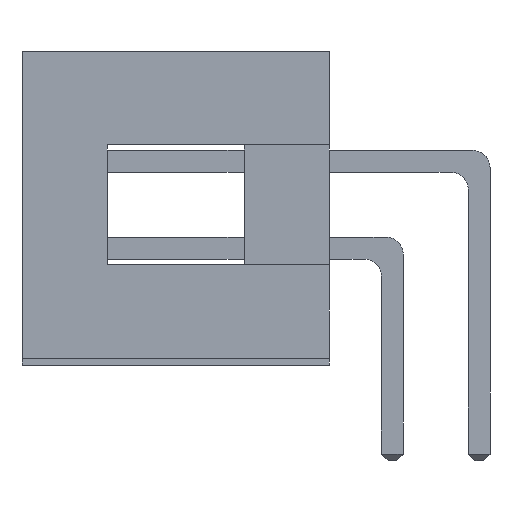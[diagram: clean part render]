
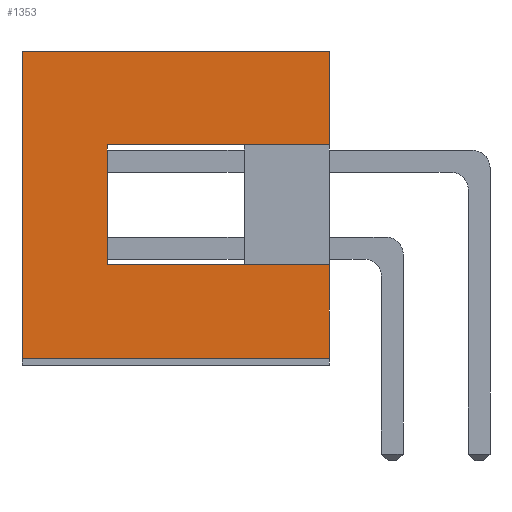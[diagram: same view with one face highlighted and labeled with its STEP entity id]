
A CAD part, front view. The second image highlights one B-rep face of the part: STEP entity #1353.
In plain terms, the highlighted planar face has unit normal (0, -1, 0).
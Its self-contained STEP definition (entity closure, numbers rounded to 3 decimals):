
#120 = VERTEX_POINT('',#121);
#121 = CARTESIAN_POINT('',(-12.225,-27.94,0.05));
#127 = EDGE_CURVE('',#120,#128,#130,.T.);
#128 = VERTEX_POINT('',#129);
#129 = CARTESIAN_POINT('',(-12.225,-27.94,9.05));
#130 = LINE('',#131,#132);
#131 = CARTESIAN_POINT('',(-12.225,-27.94,0.05));
#132 = VECTOR('',#133,1.);
#133 = DIRECTION('',(0.,0.,1.));
#284 = EDGE_CURVE('',#285,#128,#287,.T.);
#285 = VERTEX_POINT('',#286);
#286 = CARTESIAN_POINT('',(-3.225,-27.94,9.05));
#287 = LINE('',#288,#289);
#288 = CARTESIAN_POINT('',(-3.225,-27.94,9.05));
#289 = VECTOR('',#290,1.);
#290 = DIRECTION('',(-1.,0.,0.));
#436 = EDGE_CURVE('',#437,#285,#439,.T.);
#437 = VERTEX_POINT('',#438);
#438 = CARTESIAN_POINT('',(-3.225,-27.94,6.3));
#439 = LINE('',#440,#441);
#440 = CARTESIAN_POINT('',(-3.225,-27.94,0.05));
#441 = VECTOR('',#442,1.);
#442 = DIRECTION('',(0.,0.,1.));
#461 = VERTEX_POINT('',#462);
#462 = CARTESIAN_POINT('',(-3.225,-27.94,2.8));
#468 = EDGE_CURVE('',#469,#461,#471,.T.);
#469 = VERTEX_POINT('',#470);
#470 = CARTESIAN_POINT('',(-3.225,-27.94,0.05));
#471 = LINE('',#472,#473);
#472 = CARTESIAN_POINT('',(-3.225,-27.94,0.05));
#473 = VECTOR('',#474,1.);
#474 = DIRECTION('',(0.,0.,1.));
#1343 = EDGE_CURVE('',#469,#120,#1344,.T.);
#1344 = LINE('',#1345,#1346);
#1345 = CARTESIAN_POINT('',(-3.225,-27.94,0.05));
#1346 = VECTOR('',#1347,1.);
#1347 = DIRECTION('',(-1.,0.,0.));
#1353 = ADVANCED_FACE('',(#1354),#1383,.T.);
#1354 = FACE_BOUND('',#1355,.T.);
#1355 = EDGE_LOOP('',(#1356,#1357,#1358,#1359,#1367,#1375,#1381,#1382));
#1356 = ORIENTED_EDGE('',*,*,#127,.F.);
#1357 = ORIENTED_EDGE('',*,*,#1343,.F.);
#1358 = ORIENTED_EDGE('',*,*,#468,.T.);
#1359 = ORIENTED_EDGE('',*,*,#1360,.T.);
#1360 = EDGE_CURVE('',#461,#1361,#1363,.T.);
#1361 = VERTEX_POINT('',#1362);
#1362 = CARTESIAN_POINT('',(-9.725,-27.94,2.8));
#1363 = LINE('',#1364,#1365);
#1364 = CARTESIAN_POINT('',(-3.225,-27.94,2.8));
#1365 = VECTOR('',#1366,1.);
#1366 = DIRECTION('',(-1.,0.,0.));
#1367 = ORIENTED_EDGE('',*,*,#1368,.T.);
#1368 = EDGE_CURVE('',#1361,#1369,#1371,.T.);
#1369 = VERTEX_POINT('',#1370);
#1370 = CARTESIAN_POINT('',(-9.725,-27.94,6.3));
#1371 = LINE('',#1372,#1373);
#1372 = CARTESIAN_POINT('',(-9.725,-27.94,2.8));
#1373 = VECTOR('',#1374,1.);
#1374 = DIRECTION('',(0.,0.,1.));
#1375 = ORIENTED_EDGE('',*,*,#1376,.F.);
#1376 = EDGE_CURVE('',#437,#1369,#1377,.T.);
#1377 = LINE('',#1378,#1379);
#1378 = CARTESIAN_POINT('',(-3.225,-27.94,6.3));
#1379 = VECTOR('',#1380,1.);
#1380 = DIRECTION('',(-1.,0.,0.));
#1381 = ORIENTED_EDGE('',*,*,#436,.T.);
#1382 = ORIENTED_EDGE('',*,*,#284,.T.);
#1383 = PLANE('',#1384);
#1384 = AXIS2_PLACEMENT_3D('',#1385,#1386,#1387);
#1385 = CARTESIAN_POINT('',(-3.225,-27.94,0.05));
#1386 = DIRECTION('',(0.,-1.,0.));
#1387 = DIRECTION('',(-1.,0.,0.));
